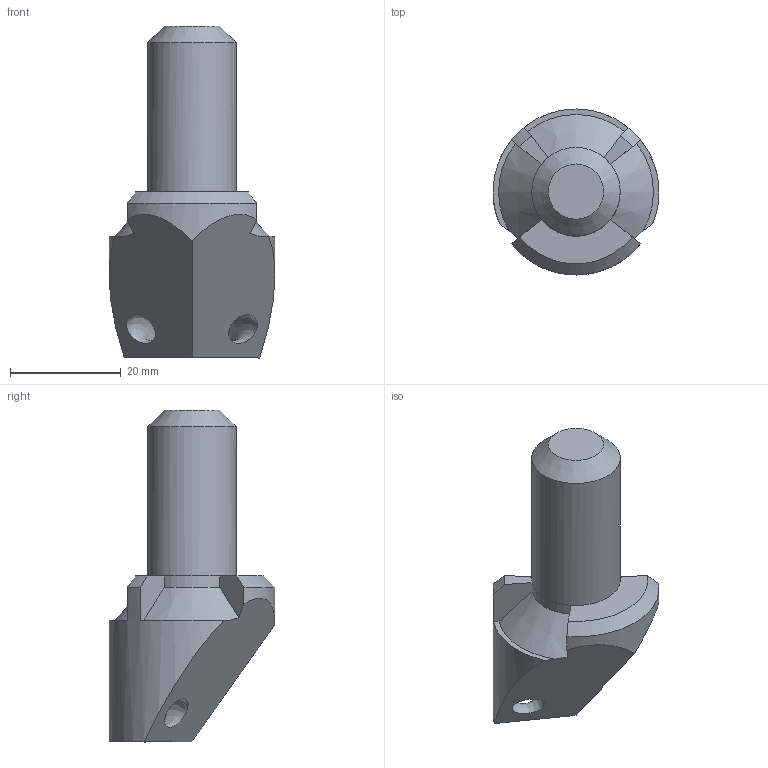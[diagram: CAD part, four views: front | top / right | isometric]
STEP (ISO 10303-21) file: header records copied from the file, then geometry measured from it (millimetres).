
FILE_DESCRIPTION(('FreeCAD Model'),'2;1');
FILE_NAME('Open CASCADE Shape Model','2023-09-11T20:10:07',('Author'),( ''),'Open CASCADE STEP processor 7.5','FreeCAD','Unknown');
FILE_SCHEMA(('AUTOMOTIVE_DESIGN { 1 0 10303 214 1 1 1 1 }'));
Length unit declared in the file: millimetre
Products named in the file (1): ChamferBeautifyPipeEnd
Bounding box: 30 x 30 x 60 mm (x, y, z)
Volume: 18240.1 mm3; surface area: 5126.9 mm2
Topology: 1 solids, 1 shells, 32 faces, 84 edges, 54 vertices
Faces by surface type: plane 16, cylinder 7, cone 7, revolution 2
Full cylindrical faces by diameter (mm): 16 x1
Entity records: 3320 total; most frequent: CARTESIAN_POINT 1657, DIRECTION 298, ORIENTED_EDGE 168, PCURVE 168, DEFINITIONAL_REPRESENTATION 168, LINE 133, VECTOR 133, EDGE_CURVE 84
